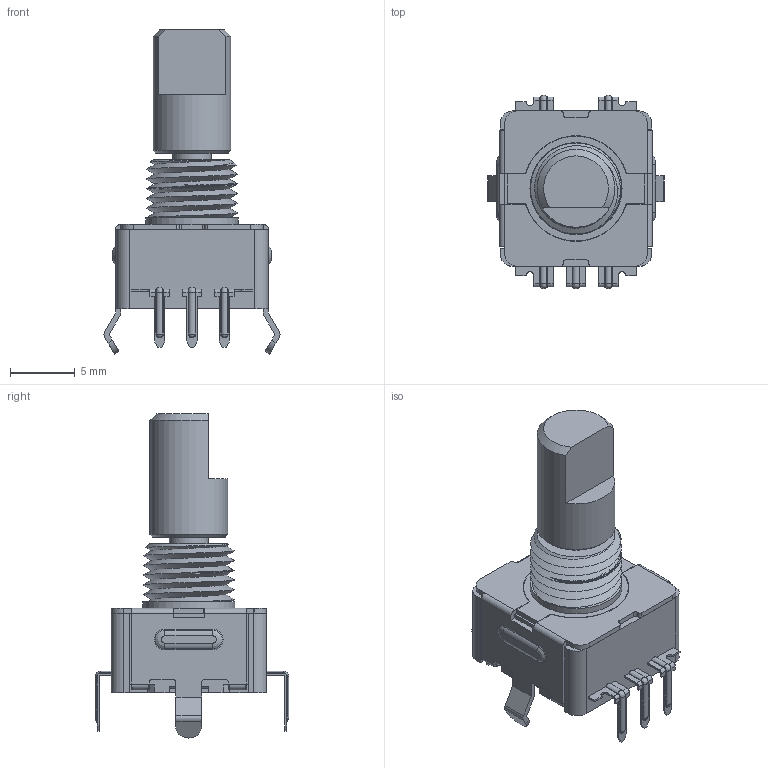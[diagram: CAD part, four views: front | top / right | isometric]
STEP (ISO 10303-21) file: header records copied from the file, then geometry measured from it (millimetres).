
FILE_DESCRIPTION(/* description */ (''),/* implementation_level */ '2;1');
FILE_NAME(/* name */ 'PEC11H-4015F-S0016.step',/* time_stamp */ '2023-06-23T07:51:17-04:00',/* author */ (''),/* organization */ (''),/* preprocessor_version */ 'ST-DEVELOPER v19.2',/* originating_system */ 'Autodesk Translation Framework v12.6.0.85',/* authorisation */ '');
FILE_SCHEMA (('AUTOMOTIVE_DESIGN { 1 0 10303 214 3 1 1 }'));
Length unit declared in the file: millimetre
Products named in the file (1): PEC11H-4015F-S0016
Bounding box: 13.59 x 14.95 x 25.01 mm (x, y, z)
Volume: 1311.3 mm3; surface area: 1932.6 mm2
Topology: 3 solids, 3 shells, 533 faces, 1390 edges, 867 vertices
Faces by surface type: cylinder 207, plane 202, torus 62, sphere 30, bspline 28, cone 4
Full cylindrical faces by diameter (mm): 3 x1, 6 x1, 7.1 x1
Entity records: 21645 total; most frequent: CARTESIAN_POINT 8332, DIRECTION 2815, ORIENTED_EDGE 2780, EDGE_CURVE 1390, AXIS2_PLACEMENT_3D 987, VERTEX_POINT 867, LINE 841, VECTOR 841
